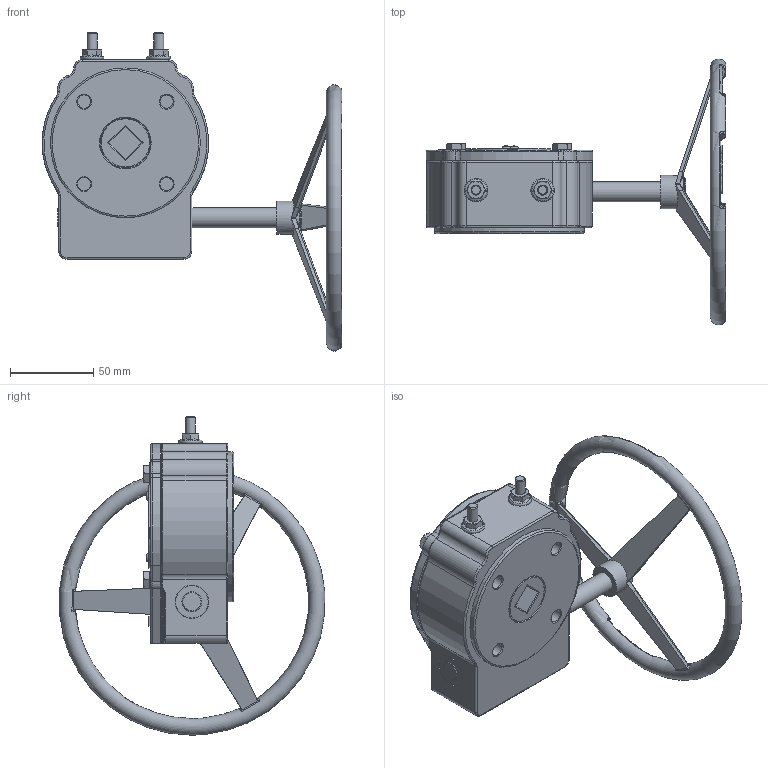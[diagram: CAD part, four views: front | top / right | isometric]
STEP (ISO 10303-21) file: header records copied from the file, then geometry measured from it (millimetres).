
FILE_DESCRIPTION(/* description */ (''),/* implementation_level */ '2;1');
FILE_NAME(/* name */ 'RDN-3_3D_STEP.stp',/* time_stamp */ '2024-08-15T23:12:18+03:00',/* author */ ('igorr'),/* organization */ (''),/* preprocessor_version */ 'ST-DEVELOPER v20',/* originating_system */ 'Autodesk Inventor 2025',/* authorisation */ '');
FILE_SCHEMA (('AUTOMOTIVE_DESIGN { 1 0 10303 214 3 1 1 }'));
Length unit declared in the file: millimetre
Products named in the file (6): Сборка; Деталь1; Деталь2; AS 1110 - M6 x 12; DIN 6923 - M6; AS 1427 - M2,5 x 4
Assembly tree (10 placements, depth 2):
  Сборка
    Деталь1
    Деталь2
    AS 1110 - M6 x 12  x4
    DIN 6923 - M6  x2
    AS 1427 - M2,5 x 4  x2
Bounding box: 180 x 159.51 x 190.97 mm (x, y, z)
Volume: 539481.5 mm3; surface area: 90060.4 mm2
Topology: 11 solids, 11 shells, 964 faces, 2462 edges, 1585 vertices
Faces by surface type: plane 453, bspline 259, cylinder 107, cone 79, torus 64, sphere 2
Full cylindrical faces by diameter (mm): 2.224 x2, 2.5 x2, 4.917 x2, 6 x6, 7 x4, 8 x4, 9 x2, 10 x4, 12 x1, 19.5 x1, 20 x2, 29 x1, 30 x1, 80 x1, 90 x1
Entity records: 29779 total; most frequent: CARTESIAN_POINT 9879, ORIENTED_EDGE 4360, DIRECTION 3157, EDGE_CURVE 2180, VERTEX_POINT 1410, LINE 1127, VECTOR 1127, AXIS2_PLACEMENT_3D 1015
